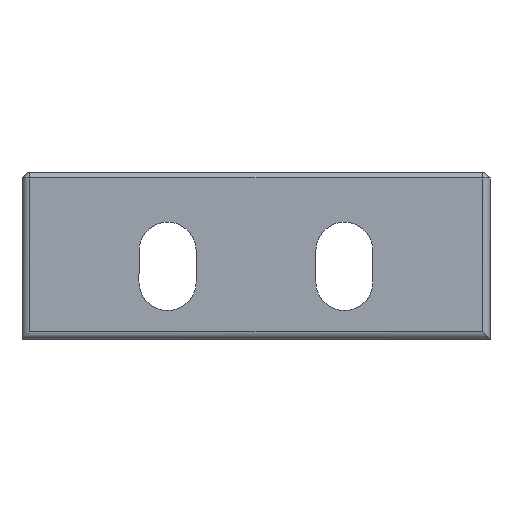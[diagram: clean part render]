
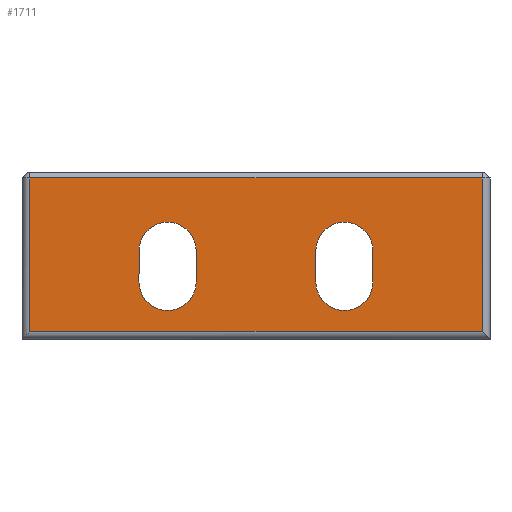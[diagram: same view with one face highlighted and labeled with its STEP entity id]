
A CAD part, front view. The second image highlights one B-rep face of the part: STEP entity #1711.
In plain terms, the highlighted planar face has unit normal (0, -1, 0).
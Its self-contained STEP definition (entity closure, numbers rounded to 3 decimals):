
#9 = EDGE_LOOP ( 'NONE', ( #2235, #2293, #1825, #2220, #2243 ) ) ;
#13 = EDGE_LOOP ( 'NONE', ( #1044, #2447, #1760, #2122, #1319 ) ) ;
#27 = CARTESIAN_POINT ( 'NONE',  ( 21.75, -21.5, 3. ) ) ;
#72 = LINE ( 'NONE', #825, #2331 ) ;
#87 = DIRECTION ( 'NONE',  ( 0., -1., 0. ) ) ;
#125 = DIRECTION ( 'NONE',  ( 0., 0., 1. ) ) ;
#135 = CIRCLE ( 'NONE', #2172, 2.75 ) ;
#143 = CIRCLE ( 'NONE', #2329, 2.75 ) ;
#171 = CARTESIAN_POINT ( 'NONE',  ( 8.5, -21.5, -4. ) ) ;
#181 = VERTEX_POINT ( 'NONE', #1453 ) ;
#203 = DIRECTION ( 'NONE',  ( 0., -1., 0. ) ) ;
#215 = VERTEX_POINT ( 'NONE', #2301 ) ;
#248 = FACE_OUTER_BOUND ( 'NONE', #2367, .T. ) ;
#255 = VERTEX_POINT ( 'NONE', #375 ) ;
#265 = CARTESIAN_POINT ( 'NONE',  ( 8.5, -21.5, -4. ) ) ;
#298 = CARTESIAN_POINT ( 'NONE',  ( 5.75, -21.5, -7. ) ) ;
#315 = EDGE_CURVE ( 'NONE', #1708, #896, #2544, .T. ) ;
#358 = AXIS2_PLACEMENT_3D ( 'NONE', #1435, #1180, #2304 ) ;
#375 = CARTESIAN_POINT ( 'NONE',  ( 5.75, -21.5, -4. ) ) ;
#390 = EDGE_CURVE ( 'NONE', #1426, #181, #143, .T. ) ;
#393 = AXIS2_PLACEMENT_3D ( 'NONE', #2216, #2195, #2839 ) ;
#515 = VECTOR ( 'NONE', #1186, 1000. ) ;
#593 = DIRECTION ( 'NONE',  ( 0., 0., 1. ) ) ;
#615 = LINE ( 'NONE', #2106, #2748 ) ;
#651 = LINE ( 'NONE', #1702, #1103 ) ;
#723 = VECTOR ( 'NONE', #2594, 1000. ) ;
#814 = CIRCLE ( 'NONE', #2475, 2.75 ) ;
#824 = EDGE_CURVE ( 'NONE', #2315, #181, #72, .T. ) ;
#825 = CARTESIAN_POINT ( 'NONE',  ( -5.75, -21.5, -7. ) ) ;
#830 = DIRECTION ( 'NONE',  ( 0., 0., 1. ) ) ;
#860 = EDGE_CURVE ( 'NONE', #1565, #2003, #2197, .T. ) ;
#885 = VECTOR ( 'NONE', #1504, 1000. ) ;
#896 = VERTEX_POINT ( 'NONE', #2164 ) ;
#930 = CARTESIAN_POINT ( 'NONE',  ( -11.25, -21.5, -7. ) ) ;
#932 = EDGE_CURVE ( 'NONE', #1930, #1426, #1141, .T. ) ;
#956 = LINE ( 'NONE', #1561, #1637 ) ;
#1044 = ORIENTED_EDGE ( 'NONE', *, *, #932, .T. ) ;
#1060 = ORIENTED_EDGE ( 'NONE', *, *, #1810, .T. ) ;
#1082 = DIRECTION ( 'NONE',  ( 0., -1., 0. ) ) ;
#1090 = CARTESIAN_POINT ( 'NONE',  ( -22.5, -21.5, -12.5 ) ) ;
#1103 = VECTOR ( 'NONE', #1283, 1000. ) ;
#1129 = CARTESIAN_POINT ( 'NONE',  ( 21.75, -21.5, -11.75 ) ) ;
#1141 = CIRCLE ( 'NONE', #393, 2.75 ) ;
#1159 = EDGE_CURVE ( 'NONE', #2315, #1969, #2461, .T. ) ;
#1180 = DIRECTION ( 'NONE',  ( 0., 1., 0. ) ) ;
#1186 = DIRECTION ( 'NONE',  ( 0., 0., 1. ) ) ;
#1193 = EDGE_CURVE ( 'NONE', #1969, #1930, #615, .T. ) ;
#1254 = AXIS2_PLACEMENT_3D ( 'NONE', #1907, #203, #1536 ) ;
#1283 = DIRECTION ( 'NONE',  ( -1., 0., 0. ) ) ;
#1287 = CARTESIAN_POINT ( 'NONE',  ( 5.75, -21.5, -7. ) ) ;
#1319 = ORIENTED_EDGE ( 'NONE', *, *, #1193, .T. ) ;
#1339 = CARTESIAN_POINT ( 'NONE',  ( -8.5, -21.5, -1.25 ) ) ;
#1426 = VERTEX_POINT ( 'NONE', #1339 ) ;
#1435 = CARTESIAN_POINT ( 'NONE',  ( -8.5, -21.5, -7. ) ) ;
#1453 = CARTESIAN_POINT ( 'NONE',  ( -5.75, -21.5, -4. ) ) ;
#1480 = DIRECTION ( 'NONE',  ( 0., -1., 0. ) ) ;
#1504 = DIRECTION ( 'NONE',  ( 0., 0., 1. ) ) ;
#1536 = DIRECTION ( 'NONE',  ( 0., 0., 1. ) ) ;
#1561 = CARTESIAN_POINT ( 'NONE',  ( 22.5, -21.5, -11.75 ) ) ;
#1565 = VERTEX_POINT ( 'NONE', #1129 ) ;
#1608 = LINE ( 'NONE', #298, #515 ) ;
#1637 = VECTOR ( 'NONE', #2451, 1000. ) ;
#1656 = VERTEX_POINT ( 'NONE', #2498 ) ;
#1658 = ORIENTED_EDGE ( 'NONE', *, *, #2700, .T. ) ;
#1702 = CARTESIAN_POINT ( 'NONE',  ( -22.5, -21.5, 3. ) ) ;
#1708 = VERTEX_POINT ( 'NONE', #1287 ) ;
#1710 = DIRECTION ( 'NONE',  ( 0., 0., -1. ) ) ;
#1711 = ADVANCED_FACE ( 'NONE', ( #2565, #248, #1841 ), #2400, .T. ) ;
#1750 = LINE ( 'NONE', #2202, #885 ) ;
#1760 = ORIENTED_EDGE ( 'NONE', *, *, #824, .F. ) ;
#1767 = ORIENTED_EDGE ( 'NONE', *, *, #860, .T. ) ;
#1784 = VECTOR ( 'NONE', #1710, 1000. ) ;
#1802 = EDGE_CURVE ( 'NONE', #1844, #215, #814, .T. ) ;
#1810 = EDGE_CURVE ( 'NONE', #2003, #2607, #651, .T. ) ;
#1825 = ORIENTED_EDGE ( 'NONE', *, *, #1802, .F. ) ;
#1841 = FACE_BOUND ( 'NONE', #13, .T. ) ;
#1844 = VERTEX_POINT ( 'NONE', #2332 ) ;
#1907 = CARTESIAN_POINT ( 'NONE',  ( 8.5, -21.5, -7. ) ) ;
#1930 = VERTEX_POINT ( 'NONE', #2446 ) ;
#1939 = EDGE_CURVE ( 'NONE', #896, #1844, #1750, .T. ) ;
#1969 = VERTEX_POINT ( 'NONE', #930 ) ;
#2003 = VERTEX_POINT ( 'NONE', #27 ) ;
#2080 = CARTESIAN_POINT ( 'NONE',  ( -21.75, -21.5, 3. ) ) ;
#2099 = EDGE_CURVE ( 'NONE', #1708, #255, #1608, .T. ) ;
#2106 = CARTESIAN_POINT ( 'NONE',  ( -11.25, -21.5, -7. ) ) ;
#2122 = ORIENTED_EDGE ( 'NONE', *, *, #1159, .T. ) ;
#2126 = CARTESIAN_POINT ( 'NONE',  ( -5.75, -21.5, -7. ) ) ;
#2164 = CARTESIAN_POINT ( 'NONE',  ( 11.25, -21.5, -7. ) ) ;
#2168 = CARTESIAN_POINT ( 'NONE',  ( -8.5, -21.5, -4. ) ) ;
#2172 = AXIS2_PLACEMENT_3D ( 'NONE', #171, #1480, #593 ) ;
#2177 = CARTESIAN_POINT ( 'NONE',  ( -21.75, -21.5, -12.5 ) ) ;
#2195 = DIRECTION ( 'NONE',  ( 0., 1., 0. ) ) ;
#2197 = LINE ( 'NONE', #2799, #723 ) ;
#2202 = CARTESIAN_POINT ( 'NONE',  ( 11.25, -21.5, -7. ) ) ;
#2216 = CARTESIAN_POINT ( 'NONE',  ( -8.5, -21.5, -4. ) ) ;
#2220 = ORIENTED_EDGE ( 'NONE', *, *, #1939, .F. ) ;
#2235 = ORIENTED_EDGE ( 'NONE', *, *, #2099, .T. ) ;
#2243 = ORIENTED_EDGE ( 'NONE', *, *, #315, .F. ) ;
#2293 = ORIENTED_EDGE ( 'NONE', *, *, #2592, .F. ) ;
#2301 = CARTESIAN_POINT ( 'NONE',  ( 8.5, -21.5, -1.25 ) ) ;
#2304 = DIRECTION ( 'NONE',  ( 0., 0., 1. ) ) ;
#2315 = VERTEX_POINT ( 'NONE', #2126 ) ;
#2329 = AXIS2_PLACEMENT_3D ( 'NONE', #2168, #2378, #2616 ) ;
#2331 = VECTOR ( 'NONE', #2612, 1000. ) ;
#2332 = CARTESIAN_POINT ( 'NONE',  ( 11.25, -21.5, -4. ) ) ;
#2358 = LINE ( 'NONE', #2177, #1784 ) ;
#2367 = EDGE_LOOP ( 'NONE', ( #1767, #1060, #2695, #1658 ) ) ;
#2374 = DIRECTION ( 'NONE',  ( 0., 0., -1. ) ) ;
#2378 = DIRECTION ( 'NONE',  ( 0., 1., 0. ) ) ;
#2400 = PLANE ( 'NONE',  #2636 ) ;
#2446 = CARTESIAN_POINT ( 'NONE',  ( -11.25, -21.5, -4. ) ) ;
#2447 = ORIENTED_EDGE ( 'NONE', *, *, #390, .T. ) ;
#2451 = DIRECTION ( 'NONE',  ( 1., 0., 0. ) ) ;
#2461 = CIRCLE ( 'NONE', #358, 2.75 ) ;
#2475 = AXIS2_PLACEMENT_3D ( 'NONE', #265, #87, #830 ) ;
#2498 = CARTESIAN_POINT ( 'NONE',  ( -21.75, -21.5, -11.75 ) ) ;
#2544 = CIRCLE ( 'NONE', #1254, 2.75 ) ;
#2565 = FACE_BOUND ( 'NONE', #9, .T. ) ;
#2592 = EDGE_CURVE ( 'NONE', #215, #255, #135, .T. ) ;
#2594 = DIRECTION ( 'NONE',  ( 0., 0., 1. ) ) ;
#2607 = VERTEX_POINT ( 'NONE', #2080 ) ;
#2612 = DIRECTION ( 'NONE',  ( 0., 0., 1. ) ) ;
#2616 = DIRECTION ( 'NONE',  ( 0., 0., 1. ) ) ;
#2634 = EDGE_CURVE ( 'NONE', #2607, #1656, #2358, .T. ) ;
#2636 = AXIS2_PLACEMENT_3D ( 'NONE', #1090, #1082, #2374 ) ;
#2695 = ORIENTED_EDGE ( 'NONE', *, *, #2634, .T. ) ;
#2700 = EDGE_CURVE ( 'NONE', #1656, #1565, #956, .T. ) ;
#2748 = VECTOR ( 'NONE', #125, 1000. ) ;
#2799 = CARTESIAN_POINT ( 'NONE',  ( 21.75, -21.5, 3.5 ) ) ;
#2839 = DIRECTION ( 'NONE',  ( 0., 0., 1. ) ) ;
